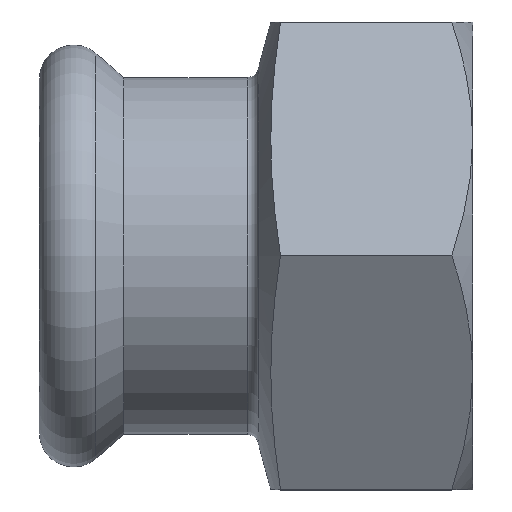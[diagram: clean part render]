
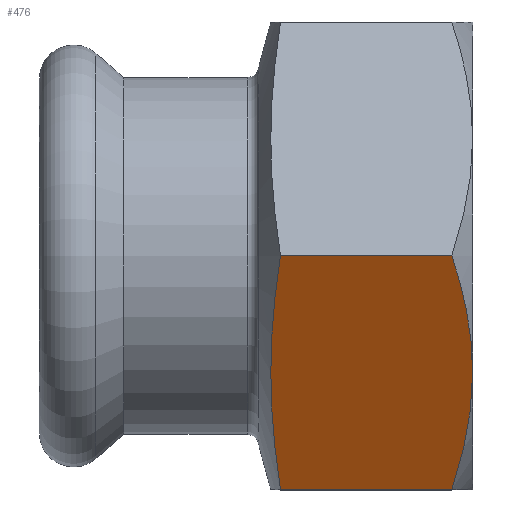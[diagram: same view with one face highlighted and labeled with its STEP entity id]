
A CAD part, top view. The second image highlights one B-rep face of the part: STEP entity #476.
In plain terms, the highlighted face is planar.
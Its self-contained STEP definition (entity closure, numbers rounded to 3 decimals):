
#16=(
BOUNDED_CURVE()
B_SPLINE_CURVE(2,(#765,#766,#767),.UNSPECIFIED.,.F.,.F.)
B_SPLINE_CURVE_WITH_KNOTS((3,3),(0.,2.373),.UNSPECIFIED.)
CURVE()
GEOMETRIC_REPRESENTATION_ITEM()
RATIONAL_B_SPLINE_CURVE((1.,1.155,1.))
REPRESENTATION_ITEM($)
);
#22=(
BOUNDED_CURVE()
B_SPLINE_CURVE(2,(#809,#810,#811),.UNSPECIFIED.,.F.,.F.)
B_SPLINE_CURVE_WITH_KNOTS((3,3),(1.201,2.401),
 .UNSPECIFIED.)
CURVE()
GEOMETRIC_REPRESENTATION_ITEM()
RATIONAL_B_SPLINE_CURVE((1.,1.038,1.))
REPRESENTATION_ITEM($)
);
#23=(
BOUNDED_CURVE()
B_SPLINE_CURVE(2,(#813,#814,#815),.UNSPECIFIED.,.F.,.F.)
B_SPLINE_CURVE_WITH_KNOTS((3,3),(0.,1.201),.UNSPECIFIED.)
CURVE()
GEOMETRIC_REPRESENTATION_ITEM()
RATIONAL_B_SPLINE_CURVE((1.,1.038,1.))
REPRESENTATION_ITEM($)
);
#65=FACE_OUTER_BOUND($,#140,.T.);
#140=EDGE_LOOP($,(#379,#380,#381,#382,#383));
#172=LINE($,#816,#186);
#173=LINE($,#817,#187);
#186=VECTOR($,#655,15.02);
#187=VECTOR($,#656,15.02);
#233=VERTEX_POINT($,#746);
#240=VERTEX_POINT($,#763);
#241=VERTEX_POINT($,#764);
#253=VERTEX_POINT($,#808);
#254=VERTEX_POINT($,#812);
#287=EDGE_CURVE($,#240,#241,#16,.T.);
#300=EDGE_CURVE($,#233,#253,#22,.T.);
#301=EDGE_CURVE($,#254,#233,#23,.T.);
#302=EDGE_CURVE($,#241,#254,#172,.T.);
#303=EDGE_CURVE($,#253,#240,#173,.T.);
#379=ORIENTED_EDGE($,*,*,#300,.F.);
#380=ORIENTED_EDGE($,*,*,#301,.F.);
#381=ORIENTED_EDGE($,*,*,#302,.F.);
#382=ORIENTED_EDGE($,*,*,#287,.F.);
#383=ORIENTED_EDGE($,*,*,#303,.F.);
#446=PLANE($,#538);
#476=ADVANCED_FACE($,(#65),#446,.F.);
#538=AXIS2_PLACEMENT_3D($,#807,#653,#654);
#653=DIRECTION('center_axis',(0.,-0.5,0.866));
#654=DIRECTION('ref_axis',(0.,-0.866,-0.5));
#655=DIRECTION($,(1.,0.,0.));
#656=DIRECTION($,(-1.,0.,0.));
#746=CARTESIAN_POINT('',(38.,10.25,-17.754));
#763=CARTESIAN_POINT('',(21.149,20.5,-11.836));
#764=CARTESIAN_POINT('',(21.149,0.,-23.671));
#765=CARTESIAN_POINT('Ctrl Pts',(21.149,20.5,-11.836));
#766=CARTESIAN_POINT('Ctrl Pts',(19.564,10.25,-17.754));
#767=CARTESIAN_POINT('Ctrl Pts',(21.149,0.,
-23.671));
#807=CARTESIAN_POINT('Origin',(38.,20.5,-11.836));
#808=CARTESIAN_POINT('',(36.169,20.5,-11.836));
#809=CARTESIAN_POINT('Ctrl Pts',(38.,10.25,-17.754));
#810=CARTESIAN_POINT('Ctrl Pts',(38.,15.007,-15.007));
#811=CARTESIAN_POINT('Ctrl Pts',(36.169,20.5,-11.836));
#812=CARTESIAN_POINT('',(36.169,0.,-23.671));
#813=CARTESIAN_POINT('Ctrl Pts',(36.169,0.,
-23.671));
#814=CARTESIAN_POINT('Ctrl Pts',(38.,5.493,-20.5));
#815=CARTESIAN_POINT('Ctrl Pts',(38.,10.25,-17.754));
#816=CARTESIAN_POINT($,(28.659,0.,-23.671));
#817=CARTESIAN_POINT($,(21.149,20.5,-11.836));
